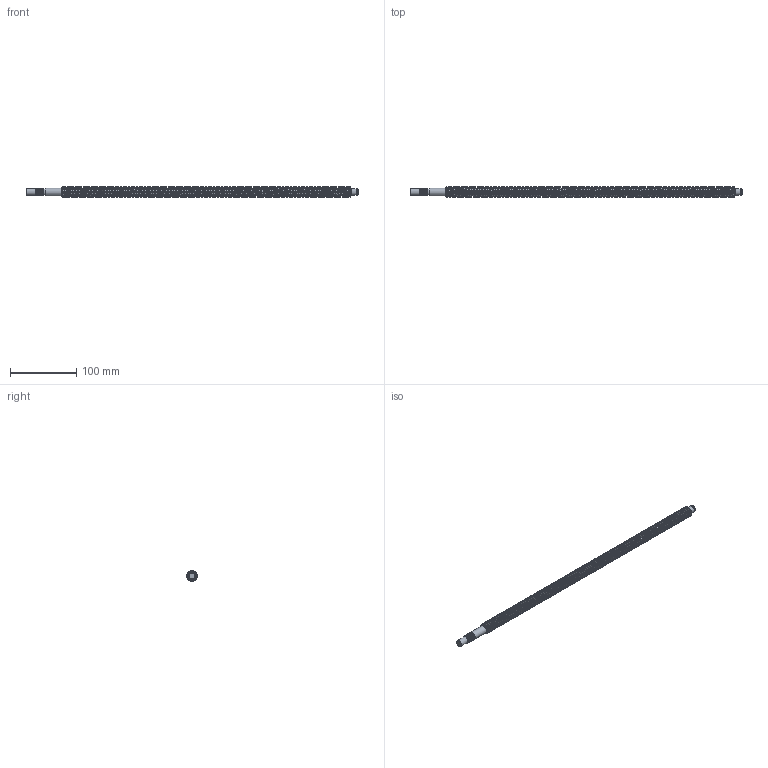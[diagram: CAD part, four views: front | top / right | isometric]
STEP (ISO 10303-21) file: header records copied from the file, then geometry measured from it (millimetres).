
FILE_DESCRIPTION(/* description */ (''),/* implementation_level */ '2;1');
FILE_NAME(/* name */ 'SFU1605.step',/* time_stamp */ '2022-11-04T20:19:25+01:00',/* author */ (''),/* organization */ (''),/* preprocessor_version */ 'ST-DEVELOPER v19.2',/* originating_system */ 'Autodesk Translation Framework v11.17.0.187',/* authorisation */ '');
FILE_SCHEMA (('AUTOMOTIVE_DESIGN { 1 0 10303 214 3 1 1 }'));
Length unit declared in the file: millimetre
Products named in the file (1): SFU1605
Bounding box: 500 x 15.87 x 15.87 mm (x, y, z)
Volume: 70981.4 mm3; surface area: 37941.2 mm2
Topology: 1 solids, 1 shells, 270 faces, 779 edges, 516 vertices
Faces by surface type: cylinder 249, plane 10, cone 5, bspline 4, torus 2
Full cylindrical faces by diameter (mm): 9.6 x1, 10 x4, 10.741 x10, 11.287 x75, 11.884 x10, 12 x1, 15.85 x100
Entity records: 24954 total; most frequent: CARTESIAN_POINT 18779, ORIENTED_EDGE 1558, DIRECTION 856, EDGE_CURVE 779, VERTEX_POINT 516, B_SPLINE_CURVE_WITH_KNOTS 493, AXIS2_PLACEMENT_3D 303, EDGE_LOOP 275
